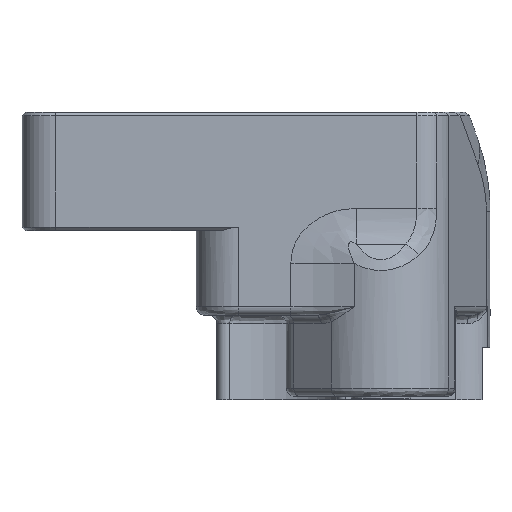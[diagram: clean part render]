
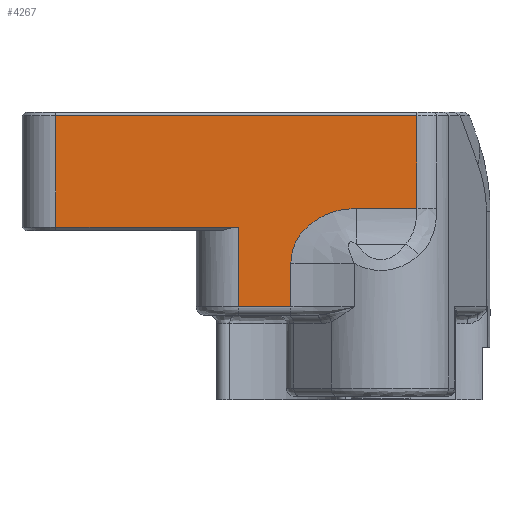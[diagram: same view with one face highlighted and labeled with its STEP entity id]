
A CAD part, front view. The second image highlights one B-rep face of the part: STEP entity #4267.
In plain terms, the highlighted planar face has unit normal (0, -1, 0).
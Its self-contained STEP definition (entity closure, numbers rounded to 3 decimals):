
#463 = DIRECTION ( 'NONE',  ( -1., 0., 0. ) ) ;
#496 = DIRECTION ( 'NONE',  ( -1., 0., 0. ) ) ;
#671 = CARTESIAN_POINT ( 'NONE',  ( -36.3, -35.95, 20.4 ) ) ;
#695 = ORIENTED_EDGE ( 'NONE', *, *, #1971, .F. ) ;
#783 = ORIENTED_EDGE ( 'NONE', *, *, #8306, .F. ) ;
#869 = VERTEX_POINT ( 'NONE', #4221 ) ;
#969 = LINE ( 'NONE', #6320, #6030 ) ;
#1006 = LINE ( 'NONE', #1571, #3322 ) ;
#1279 = LINE ( 'NONE', #4621, #7400 ) ;
#1303 = CARTESIAN_POINT ( 'NONE',  ( -8.524, -35.95, 16.816 ) ) ;
#1371 = VECTOR ( 'NONE', #3936, 1000. ) ;
#1571 = CARTESIAN_POINT ( 'NONE',  ( -14.7, -35.95, 0. ) ) ;
#1638 = CARTESIAN_POINT ( 'NONE',  ( -14.7, -35.95, 20.4 ) ) ;
#1716 = CARTESIAN_POINT ( 'NONE',  ( 6.371, -35.95, 22.617 ) ) ;
#1742 = VERTEX_POINT ( 'NONE', #4281 ) ;
#1971 = EDGE_CURVE ( 'NONE', #2150, #5015, #7345, .T. ) ;
#2150 = VERTEX_POINT ( 'NONE', #6229 ) ;
#2251 = CARTESIAN_POINT ( 'NONE',  ( -14.7, -35.95, 11. ) ) ;
#2391 = ORIENTED_EDGE ( 'NONE', *, *, #3424, .F. ) ;
#2598 = CARTESIAN_POINT ( 'NONE',  ( -8.524, -35.95, 16.139 ) ) ;
#2942 = FACE_OUTER_BOUND ( 'NONE', #2993, .T. ) ;
#2967 = CARTESIAN_POINT ( 'NONE',  ( -36.3, -35.95, 33.6 ) ) ;
#2993 = EDGE_LOOP ( 'NONE', ( #5178, #3360, #3612, #7369, #2391, #783, #695, #8296, #5560 ) ) ;
#3195 = B_SPLINE_CURVE_WITH_KNOTS ( 'NONE', 3,
 ( #3881, #6535, #6041, #5392, #8111, #6084, #5923, #1303, #2598 ),
 .UNSPECIFIED., .F., .F.,
 ( 4, 1, 1, 1, 1, 1, 4 ),
 ( 0., 0.143, 0.286, 0.429, 0.571, 0.857, 1. ),
 .UNSPECIFIED. ) ;
#3322 = VECTOR ( 'NONE', #8428, 1000. ) ;
#3328 = DIRECTION ( 'NONE',  ( 0., 0., -1. ) ) ;
#3360 = ORIENTED_EDGE ( 'NONE', *, *, #6520, .F. ) ;
#3424 = EDGE_CURVE ( 'NONE', #1742, #8423, #3195, .T. ) ;
#3578 = EDGE_CURVE ( 'NONE', #7157, #4825, #4511, .T. ) ;
#3612 = ORIENTED_EDGE ( 'NONE', *, *, #5694, .F. ) ;
#3808 = CARTESIAN_POINT ( 'NONE',  ( -3.402, -35.95, 22.617 ) ) ;
#3881 = CARTESIAN_POINT ( 'NONE',  ( -0.792, -35.95, 22.617 ) ) ;
#3936 = DIRECTION ( 'NONE',  ( -1., 0., 0. ) ) ;
#4025 = VECTOR ( 'NONE', #4648, 1000. ) ;
#4151 = CARTESIAN_POINT ( 'NONE',  ( 6.371, -35.95, 0. ) ) ;
#4221 = CARTESIAN_POINT ( 'NONE',  ( -8.524, -35.95, 11. ) ) ;
#4267 = ADVANCED_FACE ( 'NONE', ( #2942 ), #4287, .F. ) ;
#4281 = CARTESIAN_POINT ( 'NONE',  ( -0.792, -35.95, 22.617 ) ) ;
#4287 = PLANE ( 'NONE',  #5634 ) ;
#4372 = CARTESIAN_POINT ( 'NONE',  ( -3.402, -35.95, 11. ) ) ;
#4420 = LINE ( 'NONE', #4372, #7329 ) ;
#4467 = CARTESIAN_POINT ( 'NONE',  ( -3.402, -35.95, 0. ) ) ;
#4507 = DIRECTION ( 'NONE',  ( -1., 0., 0. ) ) ;
#4511 = LINE ( 'NONE', #8458, #4997 ) ;
#4621 = CARTESIAN_POINT ( 'NONE',  ( -8.524, -35.95, 0. ) ) ;
#4648 = DIRECTION ( 'NONE',  ( 0., 0., 1. ) ) ;
#4825 = VERTEX_POINT ( 'NONE', #671 ) ;
#4997 = VECTOR ( 'NONE', #463, 1000. ) ;
#4998 = EDGE_CURVE ( 'NONE', #6097, #2150, #969, .T. ) ;
#5005 = VERTEX_POINT ( 'NONE', #2251 ) ;
#5015 = VERTEX_POINT ( 'NONE', #1716 ) ;
#5178 = ORIENTED_EDGE ( 'NONE', *, *, #3578, .F. ) ;
#5392 = CARTESIAN_POINT ( 'NONE',  ( -4.377, -35.95, 21.937 ) ) ;
#5560 = ORIENTED_EDGE ( 'NONE', *, *, #7557, .F. ) ;
#5634 = AXIS2_PLACEMENT_3D ( 'NONE', #4467, #7138, #4507 ) ;
#5694 = EDGE_CURVE ( 'NONE', #869, #5005, #4420, .T. ) ;
#5923 = CARTESIAN_POINT ( 'NONE',  ( -8.178, -35.95, 18.672 ) ) ;
#5926 = LINE ( 'NONE', #8518, #4025 ) ;
#6030 = VECTOR ( 'NONE', #7080, 1000. ) ;
#6041 = CARTESIAN_POINT ( 'NONE',  ( -2.755, -35.95, 22.515 ) ) ;
#6084 = CARTESIAN_POINT ( 'NONE',  ( -7.026, -35.95, 20.162 ) ) ;
#6097 = VERTEX_POINT ( 'NONE', #2967 ) ;
#6229 = CARTESIAN_POINT ( 'NONE',  ( 6.371, -35.95, 33.6 ) ) ;
#6320 = CARTESIAN_POINT ( 'NONE',  ( -0.641, -35.95, 33.6 ) ) ;
#6520 = EDGE_CURVE ( 'NONE', #5005, #7157, #1006, .T. ) ;
#6535 = CARTESIAN_POINT ( 'NONE',  ( -1.468, -35.95, 22.617 ) ) ;
#7079 = VECTOR ( 'NONE', #8181, 1000. ) ;
#7080 = DIRECTION ( 'NONE',  ( 1., 0., 0. ) ) ;
#7138 = DIRECTION ( 'NONE',  ( 0., 1., 0. ) ) ;
#7157 = VERTEX_POINT ( 'NONE', #1638 ) ;
#7168 = LINE ( 'NONE', #3808, #1371 ) ;
#7329 = VECTOR ( 'NONE', #496, 1000. ) ;
#7345 = LINE ( 'NONE', #4151, #7079 ) ;
#7369 = ORIENTED_EDGE ( 'NONE', *, *, #8435, .F. ) ;
#7400 = VECTOR ( 'NONE', #3328, 1000. ) ;
#7417 = CARTESIAN_POINT ( 'NONE',  ( -8.524, -35.95, 16.139 ) ) ;
#7557 = EDGE_CURVE ( 'NONE', #4825, #6097, #5926, .T. ) ;
#8111 = CARTESIAN_POINT ( 'NONE',  ( -5.655, -35.95, 21.197 ) ) ;
#8181 = DIRECTION ( 'NONE',  ( 0., 0., -1. ) ) ;
#8296 = ORIENTED_EDGE ( 'NONE', *, *, #4998, .F. ) ;
#8306 = EDGE_CURVE ( 'NONE', #5015, #1742, #7168, .T. ) ;
#8423 = VERTEX_POINT ( 'NONE', #7417 ) ;
#8428 = DIRECTION ( 'NONE',  ( 0., 0., 1. ) ) ;
#8435 = EDGE_CURVE ( 'NONE', #8423, #869, #1279, .T. ) ;
#8458 = CARTESIAN_POINT ( 'NONE',  ( -3.402, -35.95, 20.4 ) ) ;
#8518 = CARTESIAN_POINT ( 'NONE',  ( -36.3, -35.95, 0. ) ) ;
